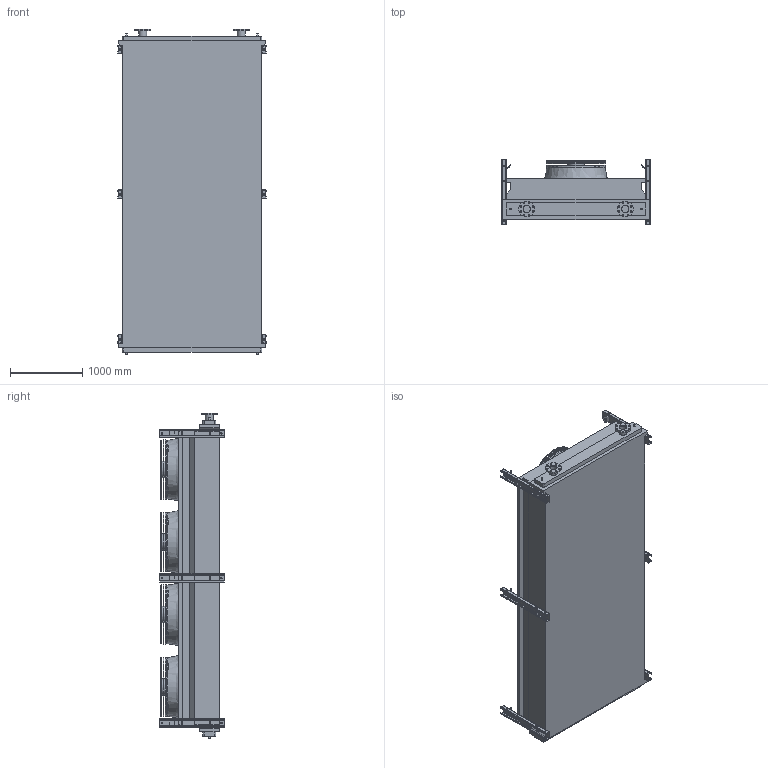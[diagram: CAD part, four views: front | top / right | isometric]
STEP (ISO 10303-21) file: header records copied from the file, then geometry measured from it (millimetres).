
FILE_DESCRIPTION (( 'STEP AP203' ), '1' );
FILE_NAME ('BOAL_04C_V_SS.STEP', '2017-03-30T07:12:28', ( 'Alfa Laval' ), ( 'Alfa Laval' ), 'SwSTEP 2.0', 'SolidWorks 2016', '' );
FILE_SCHEMA (( 'CONFIG_CONTROL_DESIGN' ));
Length unit declared in the file: millimetre
Products named in the file (4): BOFA_LIGHT_�800; BOAL_04C_V_SS; BOA_LIGHT_BOCF_48T_C_4M_SS; BOFE_HV_LIGHT_BOL4C
Assembly tree (6 placements, depth 2):
  BOAL_04C_V_SS
    BOA_LIGHT_BOCF_48T_C_4M_SS
    BOFE_HV_LIGHT_BOL4C
    BOFA_LIGHT_�800  x4
Bounding box: 2046 x 893 x 4498 mm (x, y, z)
Volume: 4857618157.8 mm3; surface area: 34450981.1 mm2
Topology: 83 solids, 87 shells, 1232 faces, 3022 edges, 1998 vertices
Faces by surface type: plane 572, cylinder 416, torus 216, cone 24, bspline 4
Full cylindrical faces by diameter (mm): 14 x36, 18 x16, 20 x12, 25 x4, 28 x18, 103 x2, 108 x2, 220 x2, 228 x4, 236 x4, 262.56 x4, 276 x4, 308 x4, 328 x4, 405 x4, 425 x4, 502 x4, 522 x4, 599 x4, 619 x4, 696 x4, 716 x4, 793 x4, 812 x4
Entity records: 24227 total; most frequent: CARTESIAN_POINT 6604, DIRECTION 3633, ORIENTED_EDGE 3274, EDGE_CURVE 1637, AXIS2_PLACEMENT_3D 1356, VERTEX_POINT 1149, EDGE_LOOP 1046, LINE 921
